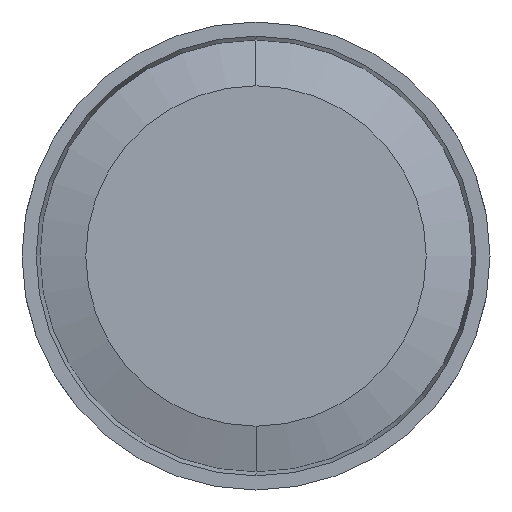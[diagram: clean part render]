
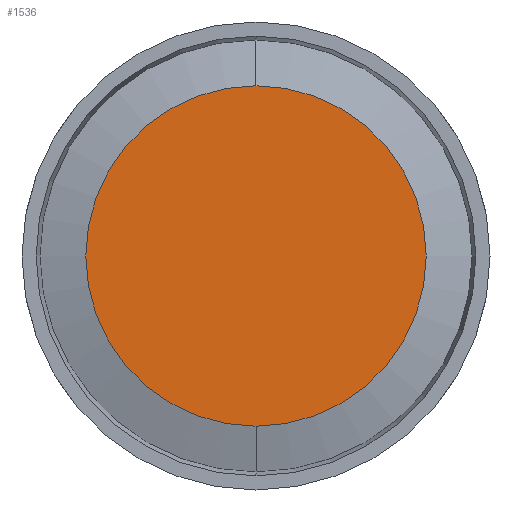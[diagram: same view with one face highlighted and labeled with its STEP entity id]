
A CAD part, left-side view. The second image highlights one B-rep face of the part: STEP entity #1536.
In plain terms, the highlighted planar face has unit normal (-1, 0, 0).
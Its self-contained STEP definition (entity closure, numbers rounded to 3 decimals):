
#5 = CARTESIAN_POINT ( 'NONE',  ( 0., 0., 12. ) ) ;
#35 = CARTESIAN_POINT ( 'NONE',  ( 0., 0., 0. ) ) ;
#37 = VERTEX_POINT ( 'NONE', #706 ) ;
#40 = AXIS2_PLACEMENT_3D ( 'NONE', #653, #780, #205 ) ;
#116 = CARTESIAN_POINT ( 'NONE',  ( 0., 0., 0. ) ) ;
#123 = DIRECTION ( 'NONE',  ( -1., 0., 0. ) ) ;
#190 = VERTEX_POINT ( 'NONE', #5 ) ;
#191 = EDGE_CURVE ( 'NONE', #37, #190, #801, .T. ) ;
#205 = DIRECTION ( 'NONE',  ( 0., 0., 1. ) ) ;
#308 = CIRCLE ( 'NONE', #1707, 12. ) ;
#333 = DIRECTION ( 'NONE',  ( -1., 0., 0. ) ) ;
#653 = CARTESIAN_POINT ( 'NONE',  ( 0., 0., 0. ) ) ;
#706 = CARTESIAN_POINT ( 'NONE',  ( 0., 0., -12. ) ) ;
#759 = AXIS2_PLACEMENT_3D ( 'NONE', #116, #123, #1287 ) ;
#780 = DIRECTION ( 'NONE',  ( -1., 0., 0. ) ) ;
#801 = CIRCLE ( 'NONE', #40, 12. ) ;
#1044 = EDGE_CURVE ( 'NONE', #190, #37, #308, .T. ) ;
#1190 = ORIENTED_EDGE ( 'NONE', *, *, #1044, .T. ) ;
#1287 = DIRECTION ( 'NONE',  ( 0., 0., 1. ) ) ;
#1330 = DIRECTION ( 'NONE',  ( 0., 0., 1. ) ) ;
#1424 = PLANE ( 'NONE',  #759 ) ;
#1461 = FACE_OUTER_BOUND ( 'NONE', #1626, .T. ) ;
#1536 = ADVANCED_FACE ( 'NONE', ( #1461 ), #1424, .T. ) ;
#1626 = EDGE_LOOP ( 'NONE', ( #1672, #1190 ) ) ;
#1672 = ORIENTED_EDGE ( 'NONE', *, *, #191, .T. ) ;
#1707 = AXIS2_PLACEMENT_3D ( 'NONE', #35, #333, #1330 ) ;
